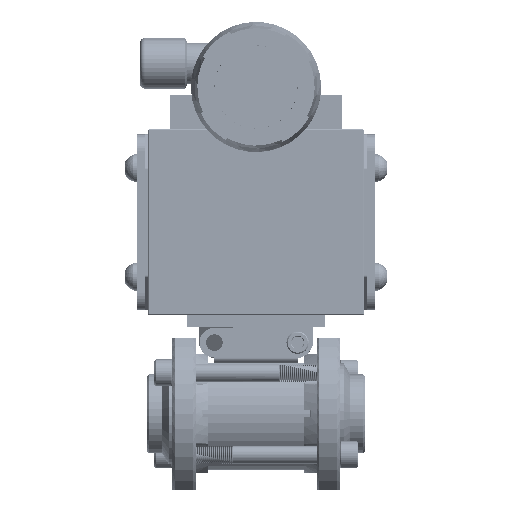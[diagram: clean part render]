
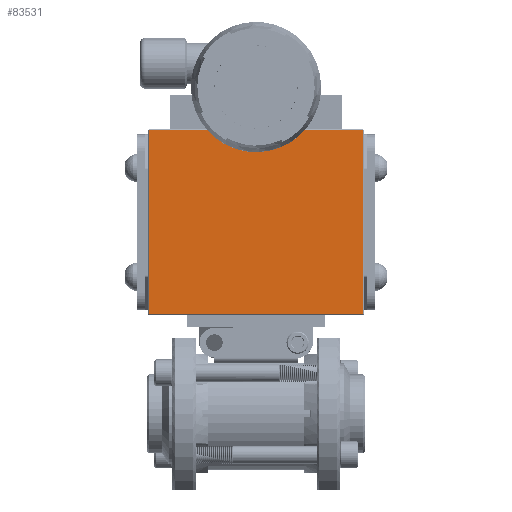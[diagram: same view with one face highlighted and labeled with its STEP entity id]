
A CAD part, top view. The second image highlights one B-rep face of the part: STEP entity #83531.
In plain terms, the highlighted planar face has unit normal (0, 0, 1).
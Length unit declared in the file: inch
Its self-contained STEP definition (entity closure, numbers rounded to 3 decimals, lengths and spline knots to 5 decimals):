
#24 = CARTESIAN_POINT ( 'NONE',  ( -2.255, 5.954, 1.55 ) ) ;
#5606 = EDGE_CURVE ( 'NONE', #7586, #98532, #6756, .T. ) ;
#6664 = CARTESIAN_POINT ( 'NONE',  ( -2.275, 5.954, 1.55 ) ) ;
#6756 = LINE ( 'NONE', #95118, #48823 ) ;
#6766 = ORIENTED_EDGE ( 'NONE', *, *, #51213, .T. ) ;
#7586 = VERTEX_POINT ( 'NONE', #23366 ) ;
#11132 = EDGE_CURVE ( 'NONE', #111392, #7586, #96699, .T. ) ;
#15689 = DIRECTION ( 'NONE',  ( -1., 0., 0. ) ) ;
#16896 = AXIS2_PLACEMENT_3D ( 'NONE', #36073, #72141, #18402 ) ;
#18402 = DIRECTION ( 'NONE',  ( 0., -1., 0. ) ) ;
#23366 = CARTESIAN_POINT ( 'NONE',  ( -2.255, 2.094, 1.55 ) ) ;
#28982 = DIRECTION ( 'NONE',  ( 0., 1., 0. ) ) ;
#31836 = LINE ( 'NONE', #91726, #58474 ) ;
#36073 = CARTESIAN_POINT ( 'NONE',  ( -2.275, 5.974, 1.55 ) ) ;
#41394 = DIRECTION ( 'NONE',  ( 1., 0., 0. ) ) ;
#43813 = ORIENTED_EDGE ( 'NONE', *, *, #98972, .T. ) ;
#48823 = VECTOR ( 'NONE', #41394, 39.37008 ) ;
#51213 = EDGE_CURVE ( 'NONE', #89048, #111392, #72438, .T. ) ;
#58197 = CARTESIAN_POINT ( 'NONE',  ( -2.255, 2.074, 1.55 ) ) ;
#58474 = VECTOR ( 'NONE', #28982, 39.37008 ) ;
#68501 = ORIENTED_EDGE ( 'NONE', *, *, #11132, .T. ) ;
#72141 = DIRECTION ( 'NONE',  ( 0., 0., -1. ) ) ;
#72438 = LINE ( 'NONE', #6664, #96279 ) ;
#72867 = VECTOR ( 'NONE', #103299, 39.37008 ) ;
#79396 = ORIENTED_EDGE ( 'NONE', *, *, #5606, .T. ) ;
#83531 = ADVANCED_FACE ( 'NONE', ( #96860 ), #107778, .F. ) ;
#89048 = VERTEX_POINT ( 'NONE', #107268 ) ;
#91726 = CARTESIAN_POINT ( 'NONE',  ( 2.251, 5.974, 1.55 ) ) ;
#95118 = CARTESIAN_POINT ( 'NONE',  ( -2.275, 2.094, 1.55 ) ) ;
#96279 = VECTOR ( 'NONE', #15689, 39.37008 ) ;
#96699 = LINE ( 'NONE', #58197, #72867 ) ;
#96860 = FACE_OUTER_BOUND ( 'NONE', #108579, .T. ) ;
#98532 = VERTEX_POINT ( 'NONE', #110998 ) ;
#98972 = EDGE_CURVE ( 'NONE', #98532, #89048, #31836, .T. ) ;
#103299 = DIRECTION ( 'NONE',  ( 0., -1., 0. ) ) ;
#107268 = CARTESIAN_POINT ( 'NONE',  ( 2.251, 5.954, 1.55 ) ) ;
#107778 = PLANE ( 'NONE',  #16896 ) ;
#108579 = EDGE_LOOP ( 'NONE', ( #43813, #6766, #68501, #79396 ) ) ;
#110998 = CARTESIAN_POINT ( 'NONE',  ( 2.251, 2.094, 1.55 ) ) ;
#111392 = VERTEX_POINT ( 'NONE', #24 ) ;
